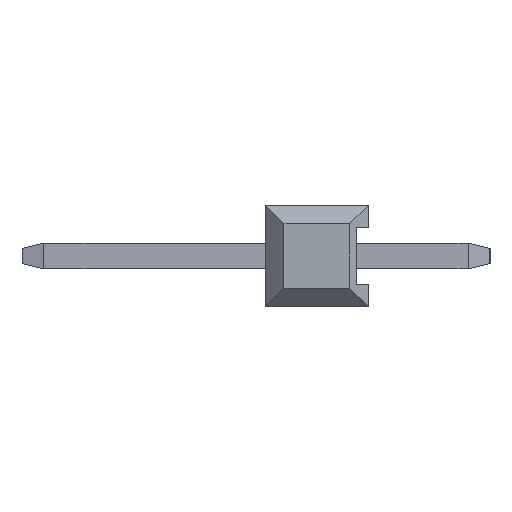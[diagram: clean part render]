
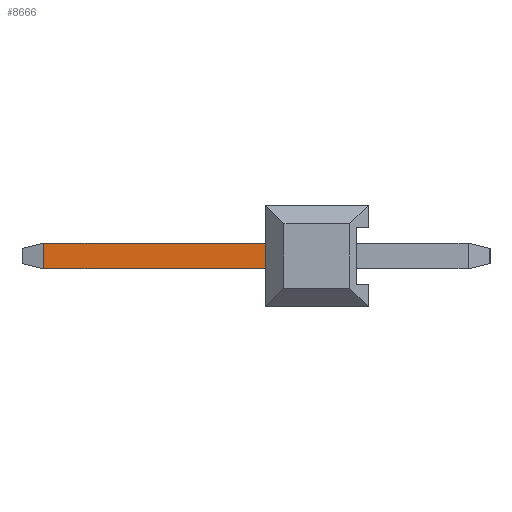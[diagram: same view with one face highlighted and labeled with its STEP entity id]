
A CAD part, left-side view. The second image highlights one B-rep face of the part: STEP entity #8666.
In plain terms, the highlighted planar face has unit normal (-1, 0, 0).
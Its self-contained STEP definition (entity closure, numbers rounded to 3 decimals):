
#1205 = VERTEX_POINT ( 'NONE', #13785 ) ;
#1207 = VERTEX_POINT ( 'NONE', #13787 ) ;
#1234 = VERTEX_POINT ( 'NONE', #13814 ) ;
#1235 = VERTEX_POINT ( 'NONE', #13815 ) ;
#2073 = ORIENTED_EDGE ( 'NONE', *, *, #12780, .F. ) ;
#2074 = ORIENTED_EDGE ( 'NONE', *, *, #12777, .T. ) ;
#2075 = ORIENTED_EDGE ( 'NONE', *, *, #12779, .T. ) ;
#2076 = ORIENTED_EDGE ( 'NONE', *, *, #13846, .T. ) ;
#2692 = EDGE_LOOP ( 'NONE', ( #2073, #2075, #2074, #2076 ) ) ;
#4228 = LINE ( 'NONE', #4229, #12458 ) ;
#4229 = CARTESIAN_POINT ( 'NONE',  ( -0.32, 8.54, -0.32 ) ) ;
#4230 = DIRECTION ( 'NONE',  ( 0., -1., 0. ) ) ;
#4234 = LINE ( 'NONE', #4235, #12460 ) ;
#4235 = CARTESIAN_POINT ( 'NONE',  ( -0.32, 7.999, 0.32 ) ) ;
#4236 = DIRECTION ( 'NONE',  ( 0., 0., -1. ) ) ;
#4237 = LINE ( 'NONE', #4238, #12461 ) ;
#4238 = CARTESIAN_POINT ( 'NONE',  ( -0.32, 8.54, 0.32 ) ) ;
#4239 = DIRECTION ( 'NONE',  ( 0., -1., 0. ) ) ;
#4540 = AXIS2_PLACEMENT_3D ( 'NONE', #7649, #7650, #7651 ) ;
#7131 = FACE_OUTER_BOUND ( 'NONE', #2692, .T. ) ;
#7489 = PLANE ( 'NONE',  #4540 ) ;
#7649 = CARTESIAN_POINT ( 'NONE',  ( -0.32, 8.54, 0.32 ) ) ;
#7650 = DIRECTION ( 'NONE',  ( -1., 0., 0. ) ) ;
#7651 = DIRECTION ( 'NONE',  ( 0., 0., 1. ) ) ;
#8666 = ADVANCED_FACE ( 'NONE', ( #7131 ), #7489, .T. ) ;
#12458 = VECTOR ( 'NONE', #4230, 1000. ) ;
#12460 = VECTOR ( 'NONE', #4236, 1000. ) ;
#12461 = VECTOR ( 'NONE', #4239, 1000. ) ;
#12534 = VECTOR ( 'NONE', #12562, 1000. ) ;
#12560 = LINE ( 'NONE', #12561, #12534 ) ;
#12561 = CARTESIAN_POINT ( 'NONE',  ( -0.32, 2.54, -0.32 ) ) ;
#12562 = DIRECTION ( 'NONE',  ( 0., 0., 1. ) ) ;
#12777 = EDGE_CURVE ( 'NONE', #1207, #1235, #4228, .T. ) ;
#12779 = EDGE_CURVE ( 'NONE', #1205, #1207, #4234, .T. ) ;
#12780 = EDGE_CURVE ( 'NONE', #1205, #1234, #4237, .T. ) ;
#13785 = CARTESIAN_POINT ( 'NONE',  ( -0.32, 7.999, 0.32 ) ) ;
#13787 = CARTESIAN_POINT ( 'NONE',  ( -0.32, 7.999, -0.32 ) ) ;
#13814 = CARTESIAN_POINT ( 'NONE',  ( -0.32, 2.54, 0.32 ) ) ;
#13815 = CARTESIAN_POINT ( 'NONE',  ( -0.32, 2.54, -0.32 ) ) ;
#13846 = EDGE_CURVE ( 'NONE', #1235, #1234, #12560, .T. ) ;
